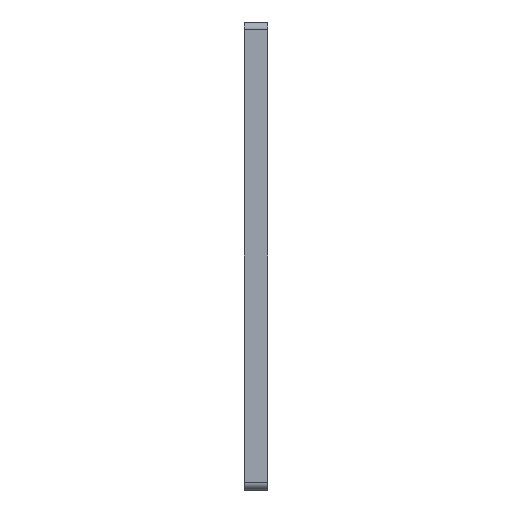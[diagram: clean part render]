
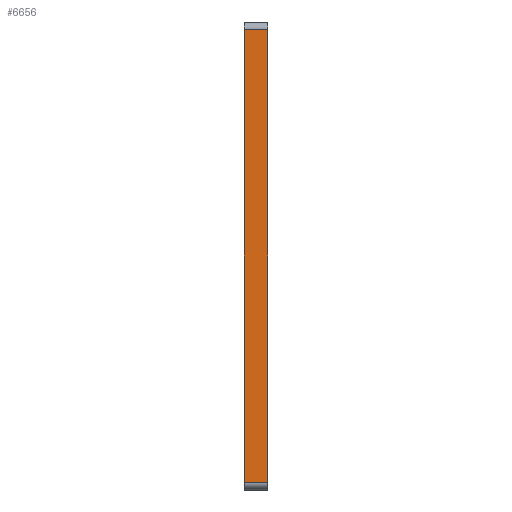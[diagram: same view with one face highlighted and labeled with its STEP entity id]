
A CAD part, left-side view. The second image highlights one B-rep face of the part: STEP entity #6656.
In plain terms, the highlighted planar face has unit normal (-1, 0, 0).
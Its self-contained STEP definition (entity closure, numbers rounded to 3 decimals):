
#1387=FACE_OUTER_BOUND('',#2420,.T.);
#2420=EDGE_LOOP('',(#5940,#5941,#5942,#5943));
#3800=LINE('',#10164,#3816);
#3805=LINE('',#10867,#3821);
#3810=LINE('',#11558,#3826);
#3811=LINE('',#11559,#3827);
#3816=VECTOR('',#8062,58.);
#3821=VECTOR('',#8761,58.);
#3826=VECTOR('',#9456,3.);
#3827=VECTOR('',#9457,3.);
#3834=VERTEX_POINT('',#10161);
#3835=VERTEX_POINT('',#10163);
#4185=VERTEX_POINT('',#10864);
#4186=VERTEX_POINT('',#10866);
#4532=EDGE_CURVE('',#3834,#3835,#3800,.T.);
#4883=EDGE_CURVE('',#4186,#4185,#3805,.T.);
#5230=EDGE_CURVE('',#3834,#4186,#3810,.T.);
#5231=EDGE_CURVE('',#4185,#3835,#3811,.F.);
#5940=ORIENTED_EDGE('',*,*,#4532,.F.);
#5941=ORIENTED_EDGE('',*,*,#5230,.T.);
#5942=ORIENTED_EDGE('',*,*,#4883,.T.);
#5943=ORIENTED_EDGE('',*,*,#5231,.T.);
#6650=PLANE('',#7705);
#6656=ADVANCED_FACE('',(#1387),#6650,.F.);
#7705=AXIS2_PLACEMENT_3D('',#11557,#9454,#9455);
#8062=DIRECTION('',(0.,0.,1.));
#8761=DIRECTION('',(0.,0.,1.));
#9454=DIRECTION('center_axis',(1.,0.,0.));
#9455=DIRECTION('ref_axis',(0.,0.,-1.));
#9456=DIRECTION('',(0.,-1.,0.));
#9457=DIRECTION('',(0.,-1.,0.));
#10161=CARTESIAN_POINT('',(-80.,3.,-29.));
#10163=CARTESIAN_POINT('',(-80.,3.,29.));
#10164=CARTESIAN_POINT('',(-80.,3.,-29.));
#10864=CARTESIAN_POINT('',(-80.,0.,29.));
#10866=CARTESIAN_POINT('',(-80.,0.,-29.));
#10867=CARTESIAN_POINT('',(-80.,0.,-29.));
#11557=CARTESIAN_POINT('Origin',(-80.,3.,30.));
#11558=CARTESIAN_POINT('',(-80.,3.,-29.));
#11559=CARTESIAN_POINT('',(-80.,3.,29.));
